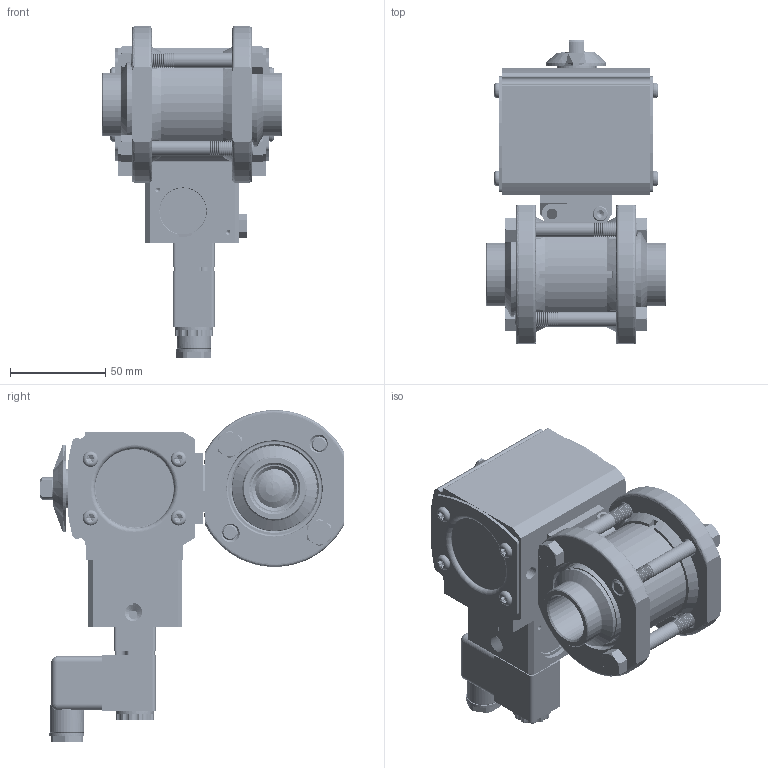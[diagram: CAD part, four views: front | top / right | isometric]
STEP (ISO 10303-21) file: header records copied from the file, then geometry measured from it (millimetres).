
FILE_DESCRIPTION (( 'STEP AP203' ), '1' );
FILE_NAME ('28XXTSWSA512D4GPDS.step', '2018-09-05T13:00:37', ( '' ), ( '' ), 'SwSTEP 2.0', 'SolidWorks 2018', '' );
FILE_SCHEMA (( 'CONFIG_CONTROL_DESIGN' ));
Products named in the file (1): 28XXTSWSA512D4GPDS
Bounding box: 95.15 x 159.47 x 174.63 mm (x, y, z)
Volume: 534411.4 mm3; surface area: 200225.3 mm2
Topology: 51 solids, 51 shells, 4043 faces, 10490 edges, 6504 vertices
Faces by surface type: cylinder 1772, cone 1212, plane 666, torus 223, bspline 164, sphere 6
Entity records: 184431 total; most frequent: CARTESIAN_POINT 88837, ORIENTED_EDGE 20636, DIRECTION 20201, EDGE_CURVE 10318, AXIS2_PLACEMENT_3D 8170, VERTEX_POINT 6500, EDGE_LOOP 4312, CIRCLE 4290
